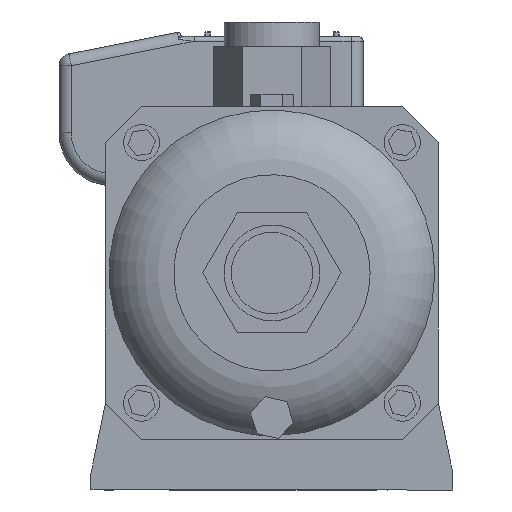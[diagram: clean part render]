
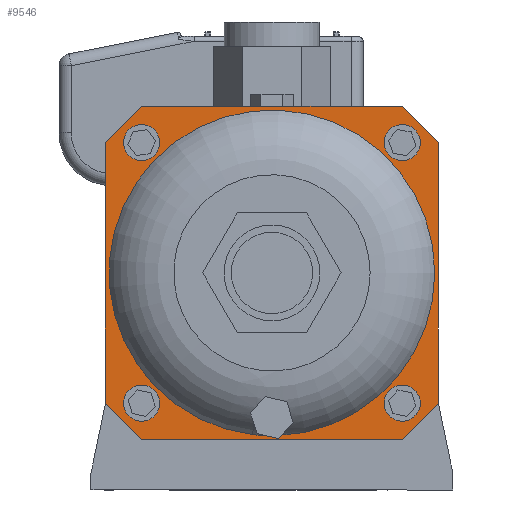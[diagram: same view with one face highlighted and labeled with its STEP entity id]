
A CAD part, left-side view. The second image highlights one B-rep face of the part: STEP entity #9546.
In plain terms, the highlighted planar face has unit normal (-1, 0, 0).
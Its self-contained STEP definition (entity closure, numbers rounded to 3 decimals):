
#202=FACE_BOUND($,#1533,.T.);
#203=FACE_BOUND($,#1534,.T.);
#204=FACE_BOUND($,#1535,.T.);
#205=FACE_BOUND($,#1536,.T.);
#206=FACE_BOUND($,#1537,.T.);
#479=PLANE($,#10378);
#939=FACE_OUTER_BOUND($,#1532,.T.);
#1532=EDGE_LOOP($,(#8146,#8147,#8148,#8149,#8150,#8151,#8152,#8153));
#1533=EDGE_LOOP($,(#8154,#8155));
#1534=EDGE_LOOP($,(#8156));
#1535=EDGE_LOOP($,(#8157));
#1536=EDGE_LOOP($,(#8158));
#1537=EDGE_LOOP($,(#8159));
#2038=CIRCLE($,#10377,7.85);
#2039=CIRCLE($,#10379,67.5);
#2040=CIRCLE($,#10380,7.5);
#2041=CIRCLE($,#10381,7.5);
#2042=CIRCLE($,#10382,7.5);
#2043=CIRCLE($,#10383,7.5);
#2789=LINE($,#16013,#3693);
#2790=LINE($,#16015,#3694);
#2791=LINE($,#16017,#3695);
#2792=LINE($,#16019,#3696);
#2793=LINE($,#16021,#3697);
#2794=LINE($,#16023,#3698);
#2795=LINE($,#16025,#3699);
#2796=LINE($,#16026,#3700);
#3693=VECTOR($,#12542,21.213);
#3694=VECTOR($,#12543,108.);
#3695=VECTOR($,#12544,21.213);
#3696=VECTOR($,#12545,108.);
#3697=VECTOR($,#12546,21.213);
#3698=VECTOR($,#12547,108.);
#3699=VECTOR($,#12548,21.213);
#3700=VECTOR($,#12549,108.);
#4611=VERTEX_POINT($,#15937);
#4612=VERTEX_POINT($,#15938);
#4613=VERTEX_POINT($,#16011);
#4614=VERTEX_POINT($,#16012);
#4615=VERTEX_POINT($,#16014);
#4616=VERTEX_POINT($,#16016);
#4617=VERTEX_POINT($,#16018);
#4618=VERTEX_POINT($,#16020);
#4619=VERTEX_POINT($,#16022);
#4620=VERTEX_POINT($,#16024);
#4621=VERTEX_POINT($,#16028);
#4622=VERTEX_POINT($,#16030);
#4623=VERTEX_POINT($,#16032);
#4624=VERTEX_POINT($,#16034);
#5824=EDGE_CURVE($,#4612,#4611,#2038,.T.);
#5825=EDGE_CURVE($,#4613,#4614,#2789,.T.);
#5826=EDGE_CURVE($,#4613,#4615,#2790,.T.);
#5827=EDGE_CURVE($,#4616,#4615,#2791,.T.);
#5828=EDGE_CURVE($,#4616,#4617,#2792,.T.);
#5829=EDGE_CURVE($,#4618,#4617,#2793,.T.);
#5830=EDGE_CURVE($,#4618,#4619,#2794,.T.);
#5831=EDGE_CURVE($,#4620,#4619,#2795,.T.);
#5832=EDGE_CURVE($,#4620,#4614,#2796,.T.);
#5833=EDGE_CURVE($,#4612,#4611,#2039,.T.);
#5834=EDGE_CURVE($,#4621,#4621,#2040,.T.);
#5835=EDGE_CURVE($,#4622,#4622,#2041,.T.);
#5836=EDGE_CURVE($,#4623,#4623,#2042,.T.);
#5837=EDGE_CURVE($,#4624,#4624,#2043,.T.);
#8146=ORIENTED_EDGE($,*,*,#5825,.F.);
#8147=ORIENTED_EDGE($,*,*,#5826,.T.);
#8148=ORIENTED_EDGE($,*,*,#5827,.F.);
#8149=ORIENTED_EDGE($,*,*,#5828,.T.);
#8150=ORIENTED_EDGE($,*,*,#5829,.F.);
#8151=ORIENTED_EDGE($,*,*,#5830,.T.);
#8152=ORIENTED_EDGE($,*,*,#5831,.F.);
#8153=ORIENTED_EDGE($,*,*,#5832,.T.);
#8154=ORIENTED_EDGE($,*,*,#5824,.T.);
#8155=ORIENTED_EDGE($,*,*,#5833,.F.);
#8156=ORIENTED_EDGE($,*,*,#5834,.T.);
#8157=ORIENTED_EDGE($,*,*,#5835,.T.);
#8158=ORIENTED_EDGE($,*,*,#5836,.T.);
#8159=ORIENTED_EDGE($,*,*,#5837,.T.);
#9546=ADVANCED_FACE($,(#939,#202,#203,#204,#205,#206),#479,.T.);
#10377=AXIS2_PLACEMENT_3D($,#16009,#12538,#12539);
#10378=AXIS2_PLACEMENT_3D($,#16010,#12540,#12541);
#10379=AXIS2_PLACEMENT_3D($,#16027,#12550,#12551);
#10380=AXIS2_PLACEMENT_3D($,#16029,#12552,#12553);
#10381=AXIS2_PLACEMENT_3D($,#16031,#12554,#12555);
#10382=AXIS2_PLACEMENT_3D($,#16033,#12556,#12557);
#10383=AXIS2_PLACEMENT_3D($,#16035,#12558,#12559);
#12538=DIRECTION('center_axis',(1.,0.,0.));
#12539=DIRECTION('ref_axis',(0.,1.,0.));
#12540=DIRECTION('center_axis',(-1.,0.,0.));
#12541=DIRECTION('ref_axis',(0.,-1.,0.));
#12542=DIRECTION($,(0.,0.707,0.707));
#12543=DIRECTION($,(0.,-1.,0.));
#12544=DIRECTION($,(0.,0.707,-0.707));
#12545=DIRECTION($,(0.,0.,1.));
#12546=DIRECTION($,(0.,-0.707,-0.707));
#12547=DIRECTION($,(0.,1.,0.));
#12548=DIRECTION($,(0.,-0.707,0.707));
#12549=DIRECTION($,(0.,0.,-1.));
#12550=DIRECTION('center_axis',(-1.,0.,0.));
#12551=DIRECTION('ref_axis',(0.,-1.,0.));
#12552=DIRECTION('center_axis',(1.,0.,0.));
#12553=DIRECTION('ref_axis',(0.,1.,0.));
#12554=DIRECTION('center_axis',(1.,0.,0.));
#12555=DIRECTION('ref_axis',(0.,1.,0.));
#12556=DIRECTION('center_axis',(1.,0.,0.));
#12557=DIRECTION('ref_axis',(0.,1.,0.));
#12558=DIRECTION('center_axis',(1.,0.,0.));
#12559=DIRECTION('ref_axis',(0.,1.,0.));
#15937=CARTESIAN_POINT('',(-130.285,2.458,22.545));
#15938=CARTESIAN_POINT('',(-130.285,-2.458,22.545));
#16009=CARTESIAN_POINT('Origin',(-130.285,0.,30.));
#16010=CARTESIAN_POINT('Origin',(-130.285,0.,90.));
#16011=CARTESIAN_POINT('',(-130.285,54.,21.));
#16012=CARTESIAN_POINT('',(-130.285,69.,36.));
#16013=CARTESIAN_POINT($,(-130.285,61.5,28.5));
#16014=CARTESIAN_POINT('',(-130.285,-54.,21.));
#16015=CARTESIAN_POINT($,(-130.285,69.,21.));
#16016=CARTESIAN_POINT('',(-130.285,-69.,36.));
#16017=CARTESIAN_POINT($,(-130.285,-61.5,28.5));
#16018=CARTESIAN_POINT('',(-130.285,-69.,144.));
#16019=CARTESIAN_POINT($,(-130.285,-69.,21.));
#16020=CARTESIAN_POINT('',(-130.285,-54.,159.));
#16021=CARTESIAN_POINT($,(-130.285,-61.5,151.5));
#16022=CARTESIAN_POINT('',(-130.285,54.,159.));
#16023=CARTESIAN_POINT($,(-130.285,-69.,159.));
#16024=CARTESIAN_POINT('',(-130.285,69.,144.));
#16025=CARTESIAN_POINT($,(-130.285,61.5,151.5));
#16026=CARTESIAN_POINT($,(-130.285,69.,159.));
#16027=CARTESIAN_POINT('Origin',(-130.285,0.,90.));
#16028=CARTESIAN_POINT('',(-130.285,46.5,144.));
#16029=CARTESIAN_POINT('Origin',(-130.285,54.,144.));
#16030=CARTESIAN_POINT('',(-130.285,-61.5,144.));
#16031=CARTESIAN_POINT('Origin',(-130.285,-54.,144.));
#16032=CARTESIAN_POINT('',(-130.285,46.5,36.));
#16033=CARTESIAN_POINT('Origin',(-130.285,54.,36.));
#16034=CARTESIAN_POINT('',(-130.285,-61.5,36.));
#16035=CARTESIAN_POINT('Origin',(-130.285,-54.,36.));
